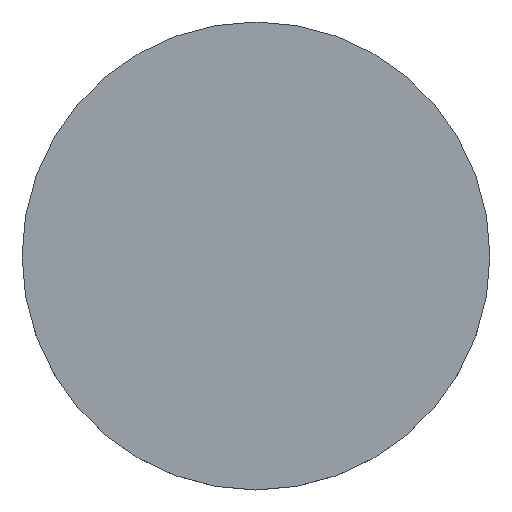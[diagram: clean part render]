
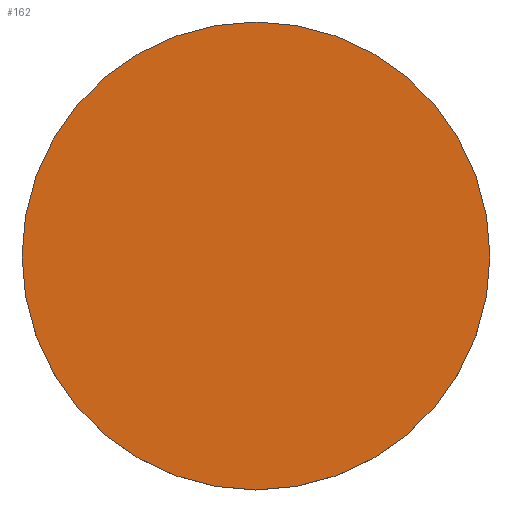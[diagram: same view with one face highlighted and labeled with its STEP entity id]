
A CAD part, top view. The second image highlights one B-rep face of the part: STEP entity #162.
In plain terms, the highlighted planar face has unit normal (0, 0, 1).
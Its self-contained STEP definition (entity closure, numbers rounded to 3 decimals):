
#4 = VERTEX_POINT ( 'NONE', #150 ) ;
#11 = CARTESIAN_POINT ( 'NONE',  ( 0., 77.928, 6. ) ) ;
#14 = PLANE ( 'NONE',  #56 ) ;
#23 = AXIS2_PLACEMENT_3D ( 'NONE', #231, #81, #228 ) ;
#26 = CARTESIAN_POINT ( 'NONE',  ( 0., 0., 6. ) ) ;
#40 = CIRCLE ( 'NONE', #23, 38.1 ) ;
#44 = EDGE_LOOP ( 'NONE', ( #68, #117 ) ) ;
#56 = AXIS2_PLACEMENT_3D ( 'NONE', #11, #176, #197 ) ;
#67 = FACE_OUTER_BOUND ( 'NONE', #44, .T. ) ;
#68 = ORIENTED_EDGE ( 'NONE', *, *, #120, .F. ) ;
#79 = DIRECTION ( 'NONE',  ( 1., 0., 0. ) ) ;
#81 = DIRECTION ( 'NONE',  ( 0., 0., -1. ) ) ;
#100 = VERTEX_POINT ( 'NONE', #141 ) ;
#103 = DIRECTION ( 'NONE',  ( 0., 0., -1. ) ) ;
#117 = ORIENTED_EDGE ( 'NONE', *, *, #233, .F. ) ;
#120 = EDGE_CURVE ( 'NONE', #4, #100, #196, .T. ) ;
#141 = CARTESIAN_POINT ( 'NONE',  ( -38.1, 0., 6. ) ) ;
#150 = CARTESIAN_POINT ( 'NONE',  ( 38.1, 0., 6. ) ) ;
#162 = ADVANCED_FACE ( 'NONE', ( #67 ), #14, .T. ) ;
#176 = DIRECTION ( 'NONE',  ( 0., 0., 1. ) ) ;
#196 = CIRCLE ( 'NONE', #213, 38.1 ) ;
#197 = DIRECTION ( 'NONE',  ( 1., 0., 0. ) ) ;
#213 = AXIS2_PLACEMENT_3D ( 'NONE', #26, #103, #79 ) ;
#228 = DIRECTION ( 'NONE',  ( 1., 0., 0. ) ) ;
#231 = CARTESIAN_POINT ( 'NONE',  ( 0., 0., 6. ) ) ;
#233 = EDGE_CURVE ( 'NONE', #100, #4, #40, .T. ) ;
